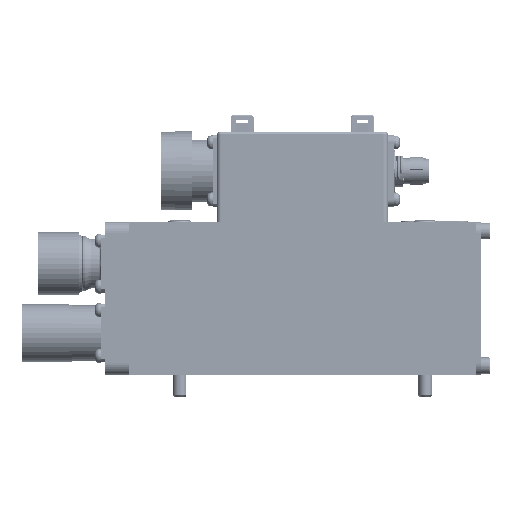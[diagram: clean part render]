
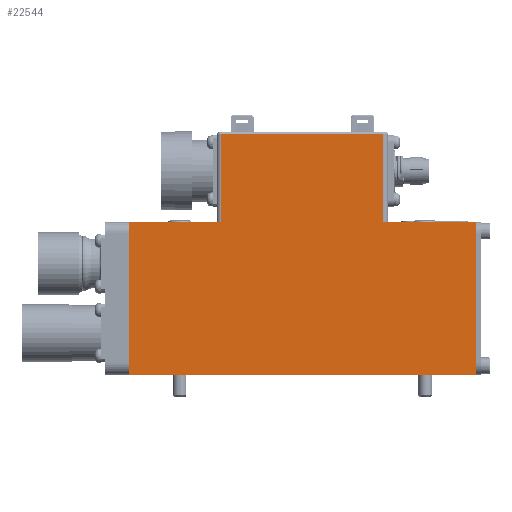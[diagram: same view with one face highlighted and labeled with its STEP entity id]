
A CAD part, top view. The second image highlights one B-rep face of the part: STEP entity #22544.
In plain terms, the highlighted planar face has unit normal (0, 0, 1).
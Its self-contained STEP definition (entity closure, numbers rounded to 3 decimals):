
#340 = LINE ( 'NONE', #18271, #116188 ) ;
#5499 = CARTESIAN_POINT ( 'NONE',  ( -35., 66., 23. ) ) ;
#10238 = CARTESIAN_POINT ( 'NONE',  ( -35., 104., 23. ) ) ;
#10674 = LINE ( 'NONE', #34380, #126516 ) ;
#10861 = DIRECTION ( 'NONE',  ( 0., -1., 0. ) ) ;
#13383 = VECTOR ( 'NONE', #59138, 1000. ) ;
#14167 = CARTESIAN_POINT ( 'NONE',  ( 75., 66., 23. ) ) ;
#18271 = CARTESIAN_POINT ( 'NONE',  ( -75., 66., 23. ) ) ;
#18298 = CARTESIAN_POINT ( 'NONE',  ( 75., 0., 23. ) ) ;
#18751 = DIRECTION ( 'NONE',  ( 1., 0., 0. ) ) ;
#19727 = VECTOR ( 'NONE', #110409, 1000. ) ;
#22544 = ADVANCED_FACE ( 'NONE', ( #36896 ), #107834, .F. ) ;
#26481 = VECTOR ( 'NONE', #123235, 1000. ) ;
#27891 = EDGE_CURVE ( 'NONE', #54245, #109356, #144976, .T. ) ;
#30787 = VERTEX_POINT ( 'NONE', #116634 ) ;
#31942 = CARTESIAN_POINT ( 'NONE',  ( -75., 0., 23. ) ) ;
#34380 = CARTESIAN_POINT ( 'NONE',  ( -35., 66., 23. ) ) ;
#36199 = LINE ( 'NONE', #137584, #13383 ) ;
#36896 = FACE_OUTER_BOUND ( 'NONE', #100220, .T. ) ;
#38644 = ORIENTED_EDGE ( 'NONE', *, *, #90268, .F. ) ;
#40137 = EDGE_CURVE ( 'NONE', #108649, #51798, #10674, .T. ) ;
#40621 = CARTESIAN_POINT ( 'NONE',  ( -75., 66., 23. ) ) ;
#40884 = AXIS2_PLACEMENT_3D ( 'NONE', #40621, #130370, #63153 ) ;
#43305 = VERTEX_POINT ( 'NONE', #18298 ) ;
#48503 = CARTESIAN_POINT ( 'NONE',  ( -75., 66., 23. ) ) ;
#51798 = VERTEX_POINT ( 'NONE', #5499 ) ;
#54029 = VECTOR ( 'NONE', #115210, 1000. ) ;
#54245 = VERTEX_POINT ( 'NONE', #132330 ) ;
#55456 = VECTOR ( 'NONE', #82320, 1000. ) ;
#55776 = ORIENTED_EDGE ( 'NONE', *, *, #81094, .F. ) ;
#59138 = DIRECTION ( 'NONE',  ( -1., 0., 0. ) ) ;
#62281 = EDGE_CURVE ( 'NONE', #30787, #43305, #87417, .T. ) ;
#63153 = DIRECTION ( 'NONE',  ( 0., 1., 0. ) ) ;
#64093 = DIRECTION ( 'NONE',  ( 0., 1., 0. ) ) ;
#70448 = VECTOR ( 'NONE', #64093, 1000. ) ;
#81094 = EDGE_CURVE ( 'NONE', #114606, #30787, #89628, .T. ) ;
#82320 = DIRECTION ( 'NONE',  ( 0., -1., 0. ) ) ;
#86678 = CARTESIAN_POINT ( 'NONE',  ( 35., 66., 23. ) ) ;
#87417 = LINE ( 'NONE', #14167, #54029 ) ;
#89628 = LINE ( 'NONE', #111936, #26481 ) ;
#90268 = EDGE_CURVE ( 'NONE', #54245, #51798, #340, .T. ) ;
#95527 = ORIENTED_EDGE ( 'NONE', *, *, #40137, .T. ) ;
#98438 = ORIENTED_EDGE ( 'NONE', *, *, #127395, .T. ) ;
#99487 = ORIENTED_EDGE ( 'NONE', *, *, #62281, .F. ) ;
#100220 = EDGE_LOOP ( 'NONE', ( #110041, #98438, #95527, #38644, #114984, #130986, #99487, #55776 ) ) ;
#102236 = EDGE_CURVE ( 'NONE', #114606, #112422, #103913, .T. ) ;
#102401 = CARTESIAN_POINT ( 'NONE',  ( 35., 104., 23. ) ) ;
#103913 = LINE ( 'NONE', #86678, #70448 ) ;
#107834 = PLANE ( 'NONE',  #40884 ) ;
#108649 = VERTEX_POINT ( 'NONE', #10238 ) ;
#109356 = VERTEX_POINT ( 'NONE', #113264 ) ;
#110041 = ORIENTED_EDGE ( 'NONE', *, *, #102236, .T. ) ;
#110409 = DIRECTION ( 'NONE',  ( 1., 0., 0. ) ) ;
#111936 = CARTESIAN_POINT ( 'NONE',  ( -75., 66., 23. ) ) ;
#112422 = VERTEX_POINT ( 'NONE', #102401 ) ;
#113264 = CARTESIAN_POINT ( 'NONE',  ( -75., 0., 23. ) ) ;
#114606 = VERTEX_POINT ( 'NONE', #120393 ) ;
#114984 = ORIENTED_EDGE ( 'NONE', *, *, #27891, .T. ) ;
#115210 = DIRECTION ( 'NONE',  ( 0., -1., 0. ) ) ;
#116188 = VECTOR ( 'NONE', #18751, 1000. ) ;
#116634 = CARTESIAN_POINT ( 'NONE',  ( 75., 66., 23. ) ) ;
#120393 = CARTESIAN_POINT ( 'NONE',  ( 35., 66., 23. ) ) ;
#121894 = EDGE_CURVE ( 'NONE', #109356, #43305, #135461, .T. ) ;
#123235 = DIRECTION ( 'NONE',  ( 1., 0., 0. ) ) ;
#126516 = VECTOR ( 'NONE', #10861, 1000. ) ;
#127395 = EDGE_CURVE ( 'NONE', #112422, #108649, #36199, .T. ) ;
#130370 = DIRECTION ( 'NONE',  ( 0., 0., -1. ) ) ;
#130986 = ORIENTED_EDGE ( 'NONE', *, *, #121894, .T. ) ;
#132330 = CARTESIAN_POINT ( 'NONE',  ( -75., 66., 23. ) ) ;
#135461 = LINE ( 'NONE', #31942, #19727 ) ;
#137584 = CARTESIAN_POINT ( 'NONE',  ( -35., 104., 23. ) ) ;
#144976 = LINE ( 'NONE', #48503, #55456 ) ;
